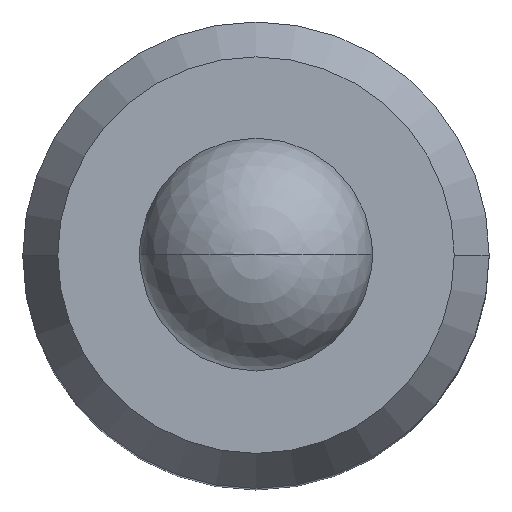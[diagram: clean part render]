
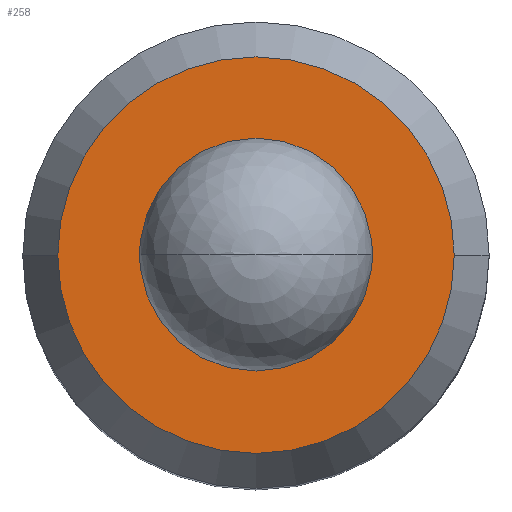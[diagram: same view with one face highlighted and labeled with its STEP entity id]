
A CAD part, top view. The second image highlights one B-rep face of the part: STEP entity #258.
In plain terms, the highlighted planar face has unit normal (0, 0, 1).
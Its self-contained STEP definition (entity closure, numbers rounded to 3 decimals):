
#142=VERTEX_POINT('',#357);
#164=VERTEX_POINT('',#381);
#172=VERTEX_POINT('',#389);
#180=VERTEX_POINT('',#397);
#186=EDGE_CURVE('',#172,#180,#405,.T.);
#188=EDGE_CURVE('',#142,#164,#407,.T.);
#258=ADVANCED_FACE('',(#489,#490),#491,.T.);
#260=EDGE_CURVE('',#164,#142,#493,.T.);
#276=EDGE_CURVE('',#180,#172,#510,.T.);
#357=CARTESIAN_POINT('',(5.1,0.,0.0));
#381=CARTESIAN_POINT('',(-5.1,0.,0.0));
#389=CARTESIAN_POINT('',(2.8,0.,0.0));
#397=CARTESIAN_POINT('',(-2.8,0.,0.0));
#405=CIRCLE('',#657,2.8);
#407=CIRCLE('',#660,5.1);
#489=FACE_OUTER_BOUND('',#762,.T.);
#490=FACE_BOUND('',#763,.T.);
#491=PLANE('',#764);
#493=CIRCLE('',#767,5.1);
#510=CIRCLE('',#790,2.8);
#657=AXIS2_PLACEMENT_3D('',#928,#929,#930);
#660=AXIS2_PLACEMENT_3D('',#931,#932,#933);
#762=EDGE_LOOP('',(#1037,#1038));
#763=EDGE_LOOP('',(#1039,#1040));
#764=AXIS2_PLACEMENT_3D('',#1041,#1042,#1043);
#767=AXIS2_PLACEMENT_3D('',#1044,#1045,#1046);
#790=AXIS2_PLACEMENT_3D('',#1070,#1071,#1072);
#928=CARTESIAN_POINT('',(0.,0.,0.0));
#929=DIRECTION('',(0.0,0.0,1.0));
#930=DIRECTION('',(-1.0,0.,0.0));
#931=CARTESIAN_POINT('',(0.,0.,0.0));
#932=DIRECTION('',(0.0,0.0,1.0));
#933=DIRECTION('',(-1.0,0.,0.0));
#1037=ORIENTED_EDGE('',*,*,#260,.T.);
#1038=ORIENTED_EDGE('',*,*,#188,.T.);
#1039=ORIENTED_EDGE('',*,*,#276,.F.);
#1040=ORIENTED_EDGE('',*,*,#186,.F.);
#1041=CARTESIAN_POINT('',(-3.95,0.,0.0));
#1042=DIRECTION('',(0.0,0.0,1.0));
#1043=DIRECTION('',(-1.0,0.,0.0));
#1044=CARTESIAN_POINT('',(0.,0.,0.0));
#1045=DIRECTION('',(0.0,0.0,1.0));
#1046=DIRECTION('',(-1.0,0.,0.0));
#1070=CARTESIAN_POINT('',(0.,0.,0.0));
#1071=DIRECTION('',(0.0,0.0,1.0));
#1072=DIRECTION('',(-1.0,0.,0.0));
